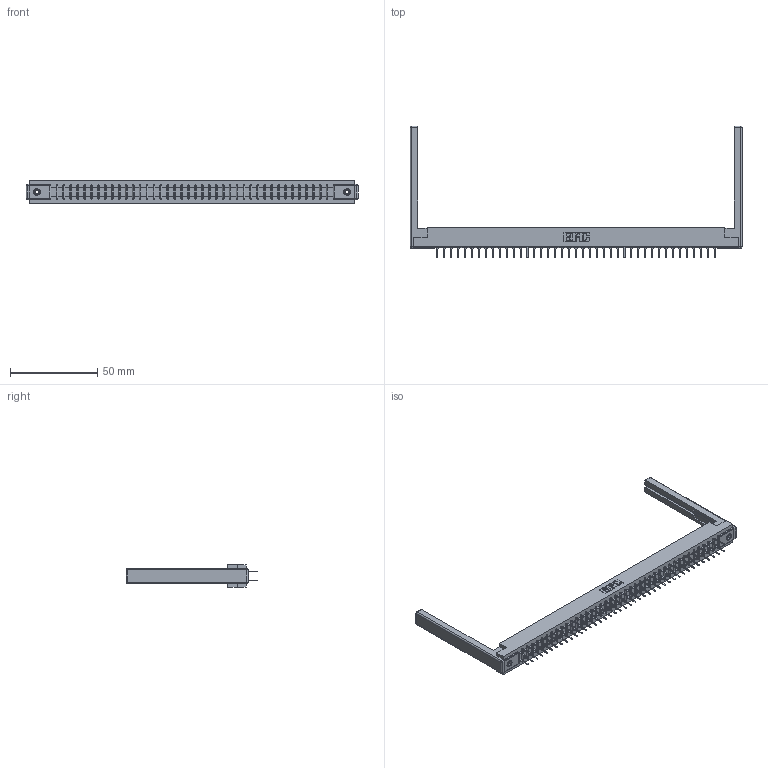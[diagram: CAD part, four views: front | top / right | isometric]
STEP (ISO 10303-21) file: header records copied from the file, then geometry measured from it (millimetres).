
FILE_DESCRIPTION (( 'STEP AP203' ), '1' );
FILE_NAME ('307-082-424-268.STEP', '2020-10-01T10:19:34', ( '' ), ( '' ), 'SwSTEP 2.0', 'SolidWorks 2020', '' );
FILE_SCHEMA (( 'CONFIG_CONTROL_DESIGN' ));
Length unit declared in the file: inch
Products named in the file (5): 307-290-001_524; 307 Part_.156 Dia Mounting Holes; 307-220-068; 307-082-424-268; 345-250-001_345-250-001-102
Assembly tree (87 placements, depth 2):
  307-082-424-268
    307 Part_.156 Dia Mounting Holes
    307-290-001_524  x82
    307-220-068  x2
    345-250-001_345-250-001-102  x2
Bounding box: 189.89 x 75.39 x 12.7 mm (x, y, z)
Volume: 24539.6 mm3; surface area: 28347.3 mm2
Topology: 87 solids, 87 shells, 4086 faces, 11373 edges, 7338 vertices
Faces by surface type: plane 2700, cylinder 1278, sphere 92, cone 12, torus 4
Entity records: 39311 total; most frequent: CARTESIAN_POINT 6406, ORIENTED_EDGE 6340, DIRECTION 6290, EDGE_CURVE 3170, LINE 2430, VECTOR 2430, VERTEX_POINT 2046, AXIS2_PLACEMENT_3D 1930
